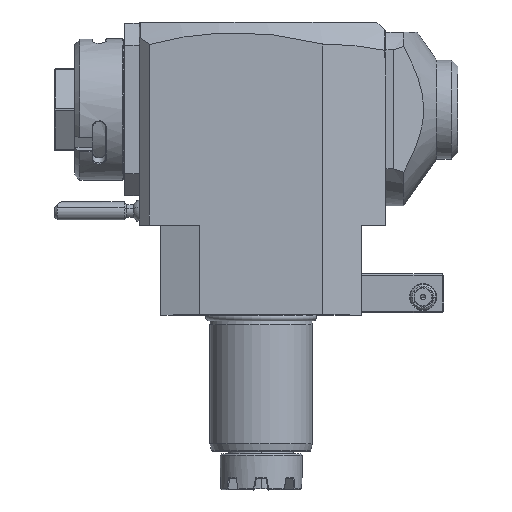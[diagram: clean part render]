
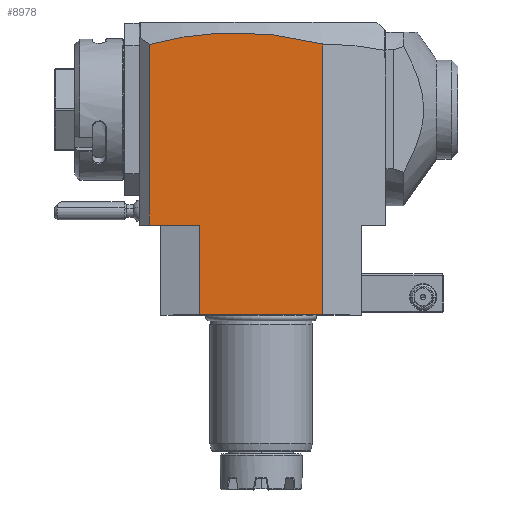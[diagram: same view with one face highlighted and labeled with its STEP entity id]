
A CAD part, top view. The second image highlights one B-rep face of the part: STEP entity #8978.
In plain terms, the highlighted planar face has unit normal (0, 0, 1).
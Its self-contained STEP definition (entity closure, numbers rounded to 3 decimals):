
#1=DIRECTION('',(-1.,0.,0.));
#2=VECTOR('',#1,48.);
#3=CARTESIAN_POINT('',(24.,0.,37.5));
#4=LINE('',#3,#2);
#43=DIRECTION('',(-1.,0.,0.));
#44=VECTOR('',#43,19.5);
#45=CARTESIAN_POINT('',(-24.,35.,37.5));
#46=LINE('',#45,#44);
#47=DIRECTION('',(0.,1.,0.));
#48=VECTOR('',#47,70.258);
#49=CARTESIAN_POINT('',(-43.5,35.,37.5));
#50=LINE('',#49,#48);
#51=CARTESIAN_POINT('',(24.,105.435,37.5));
#52=CARTESIAN_POINT('',(18.371,106.939,37.5));
#53=CARTESIAN_POINT('',(7.115,109.162,37.5));
#54=CARTESIAN_POINT('',(-9.762,110.233,37.5));
#55=CARTESIAN_POINT('',(-26.635,109.072,37.5));
#56=CARTESIAN_POINT('',(-37.879,106.791,37.5));
#57=CARTESIAN_POINT('',(-43.5,105.258,37.5));
#59=DIRECTION('',(0.,-1.,0.));
#60=VECTOR('',#59,105.435);
#61=CARTESIAN_POINT('',(24.,105.435,37.5));
#62=LINE('',#61,#60);
#5112=DIRECTION('',(0.,-1.,0.));
#5113=VECTOR('',#5112,35.);
#5114=CARTESIAN_POINT('',(-24.,35.,37.5));
#5115=LINE('',#5114,#5113);
#8334=VERTEX_POINT('',#51);
#8335=VERTEX_POINT('',#57);
#8667=CARTESIAN_POINT('',(-43.5,35.,37.5));
#8669=VERTEX_POINT('',#8667);
#8702=CARTESIAN_POINT('',(24.,0.,37.5));
#8703=CARTESIAN_POINT('',(-24.,0.,37.5));
#8704=VERTEX_POINT('',#8702);
#8705=VERTEX_POINT('',#8703);
#8920=CARTESIAN_POINT('',(-24.,35.,37.5));
#8921=VERTEX_POINT('',#8920);
#8960=CARTESIAN_POINT('',(-39.202,35.,37.5));
#8961=DIRECTION('',(0.,0.,1.));
#8962=DIRECTION('',(1.,0.,0.));
#8963=AXIS2_PLACEMENT_3D('',#8960,#8961,#8962);
#8964=PLANE('',#8963);
#8966=ORIENTED_EDGE('',*,*,#8965,.T.);
#8968=ORIENTED_EDGE('',*,*,#8967,.T.);
#8970=ORIENTED_EDGE('',*,*,#8969,.F.);
#8972=ORIENTED_EDGE('',*,*,#8971,.T.);
#8973=ORIENTED_EDGE('',*,*,#8929,.T.);
#8975=ORIENTED_EDGE('',*,*,#8974,.F.);
#8976=EDGE_LOOP('',(#8966,#8968,#8970,#8972,#8973,#8975));
#8977=FACE_OUTER_BOUND('',#8976,.F.);
#58=B_SPLINE_CURVE_WITH_KNOTS('',3,(#51,#52,#53,#54,#55,#56,#57),.UNSPECIFIED.,
.F.,.F.,(4,1,1,1,4),(0.,0.25,0.5,0.75,1.),.UNSPECIFIED.);
#8929=EDGE_CURVE('',#8704,#8705,#4,.T.);
#8965=EDGE_CURVE('',#8921,#8669,#46,.T.);
#8967=EDGE_CURVE('',#8669,#8335,#50,.T.);
#8969=EDGE_CURVE('',#8334,#8335,#58,.T.);
#8971=EDGE_CURVE('',#8334,#8704,#62,.T.);
#8974=EDGE_CURVE('',#8921,#8705,#5115,.T.);
#8978=ADVANCED_FACE('',(#8977),#8964,.T.);
